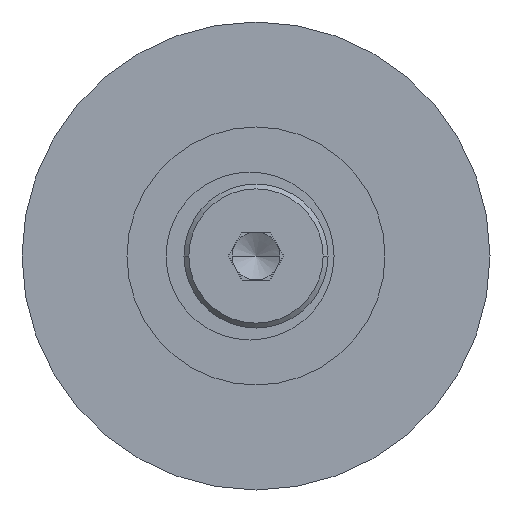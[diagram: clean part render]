
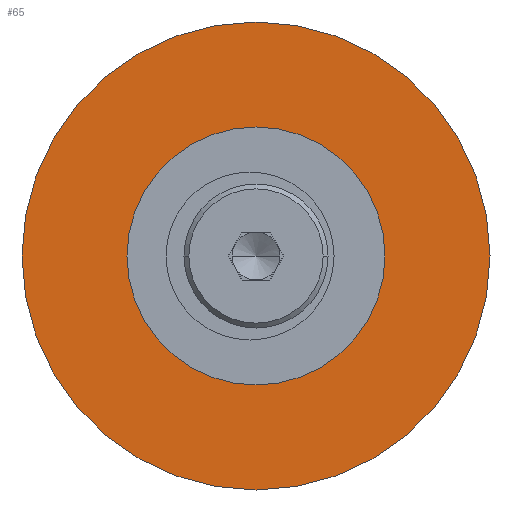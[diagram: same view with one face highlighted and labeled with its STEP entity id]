
A CAD part, left-side view. The second image highlights one B-rep face of the part: STEP entity #65.
In plain terms, the highlighted planar face has unit normal (-1, 0, 0).
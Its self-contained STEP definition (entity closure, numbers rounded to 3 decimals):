
#65=ADVANCED_FACE('',(#117,#118),#119,.T.);
#117=FACE_OUTER_BOUND('',#182,.T.);
#118=FACE_BOUND('',#183,.T.);
#119=PLANE('',#184);
#182=EDGE_LOOP('',(#343,#344));
#183=EDGE_LOOP('',(#345,#346));
#184=AXIS2_PLACEMENT_3D('',#347,#348,#349);
#343=ORIENTED_EDGE('',*,*,#442,.F.);
#344=ORIENTED_EDGE('',*,*,#476,.F.);
#345=ORIENTED_EDGE('',*,*,#447,.T.);
#346=ORIENTED_EDGE('',*,*,#474,.T.);
#347=CARTESIAN_POINT('',(-42.4,30.25,0.0));
#348=DIRECTION('',(-1.0,-0.0,0.0));
#349=DIRECTION('',(0.0,-1.0,-0.0));
#442=EDGE_CURVE('',#520,#522,#523,.T.);
#447=EDGE_CURVE('',#526,#530,#532,.T.);
#474=EDGE_CURVE('',#530,#526,#575,.T.);
#476=EDGE_CURVE('',#522,#520,#577,.T.);
#520=VERTEX_POINT('',#633);
#522=VERTEX_POINT('',#636);
#523=CIRCLE('',#637,39.0);
#526=VERTEX_POINT('',#641);
#530=VERTEX_POINT('',#646);
#532=CIRCLE('',#649,21.5);
#575=CIRCLE('',#712,21.5);
#577=CIRCLE('',#714,39.0);
#633=CARTESIAN_POINT('',(-42.4,39.0,0.0));
#636=CARTESIAN_POINT('',(-42.4,-39.0,0.));
#637=AXIS2_PLACEMENT_3D('',#758,#759,#760);
#641=CARTESIAN_POINT('',(-42.4,21.5,0.0));
#646=CARTESIAN_POINT('',(-42.4,-21.5,0.));
#649=AXIS2_PLACEMENT_3D('',#767,#768,#769);
#712=AXIS2_PLACEMENT_3D('',#808,#809,#810);
#714=AXIS2_PLACEMENT_3D('',#814,#815,#816);
#758=CARTESIAN_POINT('',(-42.4,0.0,0.0));
#759=DIRECTION('',(1.0,0.0,0.0));
#760=DIRECTION('',(0.0,1.0,0.0));
#767=CARTESIAN_POINT('',(-42.4,0.0,0.0));
#768=DIRECTION('',(1.0,0.0,0.0));
#769=DIRECTION('',(0.0,1.0,0.0));
#808=CARTESIAN_POINT('',(-42.4,0.0,0.0));
#809=DIRECTION('',(1.0,0.0,0.0));
#810=DIRECTION('',(0.0,1.0,0.0));
#814=CARTESIAN_POINT('',(-42.4,0.0,0.0));
#815=DIRECTION('',(1.0,0.0,0.0));
#816=DIRECTION('',(0.0,1.0,0.0));
